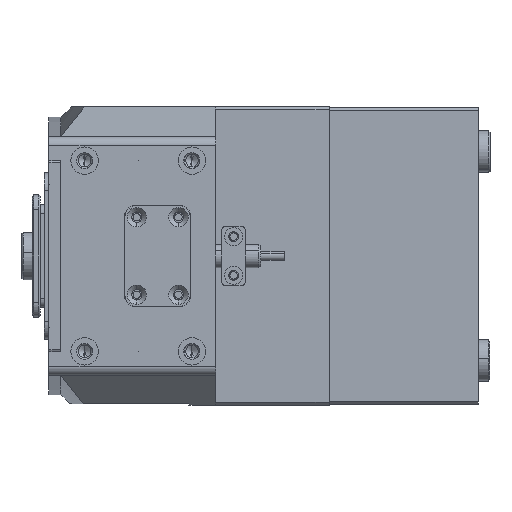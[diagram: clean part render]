
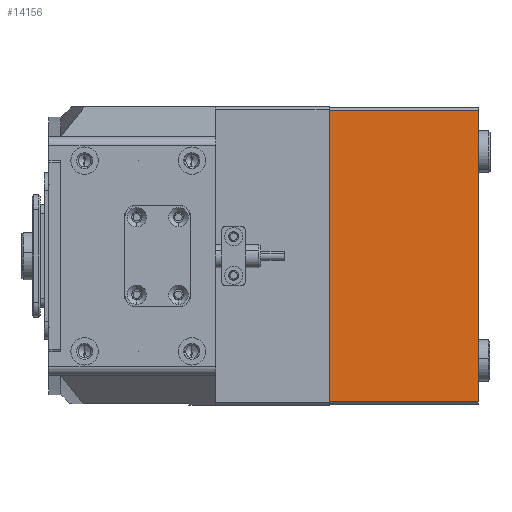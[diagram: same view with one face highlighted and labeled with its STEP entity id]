
A CAD part, left-side view. The second image highlights one B-rep face of the part: STEP entity #14156.
In plain terms, the highlighted planar face has unit normal (-1, 0, 0).
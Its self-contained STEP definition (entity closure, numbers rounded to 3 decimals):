
#469 = VERTEX_POINT ( 'NONE', #10903 ) ;
#529 = ORIENTED_EDGE ( 'NONE', *, *, #29895, .T. ) ;
#591 = ORIENTED_EDGE ( 'NONE', *, *, #6767, .F. ) ;
#3563 = LINE ( 'NONE', #17268, #33986 ) ;
#3947 = VECTOR ( 'NONE', #33208, 1000. ) ;
#4914 = ORIENTED_EDGE ( 'NONE', *, *, #13889, .T. ) ;
#5210 = DIRECTION ( 'NONE',  ( 0., 0., -1. ) ) ;
#5862 = CARTESIAN_POINT ( 'NONE',  ( -78., 49.9, -50. ) ) ;
#6767 = EDGE_CURVE ( 'NONE', #27566, #29908, #3563, .T. ) ;
#9983 = CARTESIAN_POINT ( 'NONE',  ( -78., -48.9, -50. ) ) ;
#10096 = CARTESIAN_POINT ( 'NONE',  ( -78., -48.9, -50. ) ) ;
#10581 = CARTESIAN_POINT ( 'NONE',  ( -78., 49.9, 0. ) ) ;
#10903 = CARTESIAN_POINT ( 'NONE',  ( -78., -48.9, 0. ) ) ;
#13889 = EDGE_CURVE ( 'NONE', #469, #43822, #44071, .T. ) ;
#14156 = ADVANCED_FACE ( 'NONE', ( #18697 ), #36296, .F. ) ;
#15584 = CARTESIAN_POINT ( 'NONE',  ( -78., 48.9, 0. ) ) ;
#17268 = CARTESIAN_POINT ( 'NONE',  ( -78., 49.9, -50. ) ) ;
#18697 = FACE_OUTER_BOUND ( 'NONE', #36623, .T. ) ;
#18991 = ORIENTED_EDGE ( 'NONE', *, *, #27381, .T. ) ;
#23854 = LINE ( 'NONE', #9983, #3947 ) ;
#26509 = AXIS2_PLACEMENT_3D ( 'NONE', #5862, #37173, #49854 ) ;
#27381 = EDGE_CURVE ( 'NONE', #43822, #29908, #30261, .T. ) ;
#27566 = VERTEX_POINT ( 'NONE', #10096 ) ;
#28881 = CARTESIAN_POINT ( 'NONE',  ( -78., 48.9, -50. ) ) ;
#29026 = DIRECTION ( 'NONE',  ( 0., 1., 0. ) ) ;
#29895 = EDGE_CURVE ( 'NONE', #27566, #469, #23854, .T. ) ;
#29908 = VERTEX_POINT ( 'NONE', #28881 ) ;
#30261 = LINE ( 'NONE', #36764, #48203 ) ;
#30332 = DIRECTION ( 'NONE',  ( 0., 1., 0. ) ) ;
#30467 = VECTOR ( 'NONE', #30332, 1000. ) ;
#33208 = DIRECTION ( 'NONE',  ( 0., 0., 1. ) ) ;
#33986 = VECTOR ( 'NONE', #29026, 1000. ) ;
#36296 = PLANE ( 'NONE',  #26509 ) ;
#36623 = EDGE_LOOP ( 'NONE', ( #4914, #18991, #591, #529 ) ) ;
#36764 = CARTESIAN_POINT ( 'NONE',  ( -78., 48.9, -50. ) ) ;
#37173 = DIRECTION ( 'NONE',  ( 1., 0., 0. ) ) ;
#43822 = VERTEX_POINT ( 'NONE', #15584 ) ;
#44071 = LINE ( 'NONE', #10581, #30467 ) ;
#48203 = VECTOR ( 'NONE', #5210, 1000. ) ;
#49854 = DIRECTION ( 'NONE',  ( 0., 1., 0. ) ) ;
